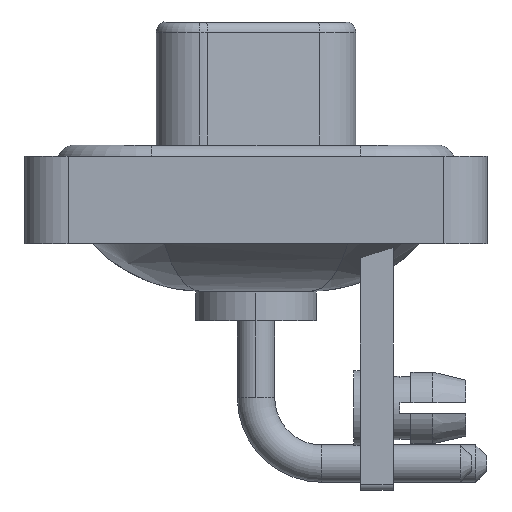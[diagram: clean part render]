
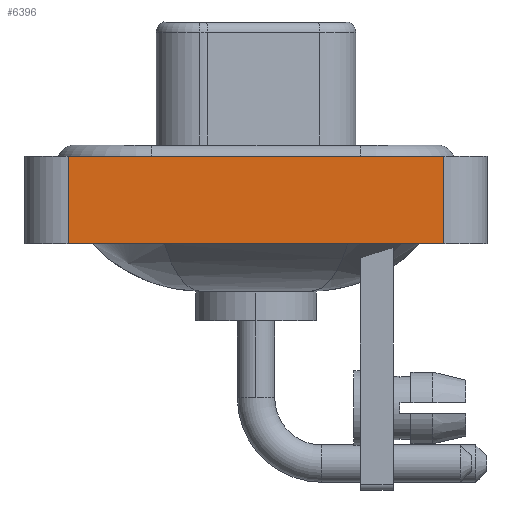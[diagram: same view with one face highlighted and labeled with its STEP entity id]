
A CAD part, left-side view. The second image highlights one B-rep face of the part: STEP entity #6396.
In plain terms, the highlighted planar face has unit normal (-1, 0, 0).
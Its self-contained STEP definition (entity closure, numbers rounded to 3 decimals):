
#502 = CARTESIAN_POINT ( 'NONE',  ( -7.3, 8.55, -3.6 ) ) ;
#1058 = LINE ( 'NONE', #15966, #10234 ) ;
#1548 = DIRECTION ( 'NONE',  ( 0., 0., 1. ) ) ;
#1622 = ORIENTED_EDGE ( 'NONE', *, *, #5529, .T. ) ;
#1723 = CARTESIAN_POINT ( 'NONE',  ( -7.3, -8.55, -3.6 ) ) ;
#3568 = DIRECTION ( 'NONE',  ( 0., 0., 1. ) ) ;
#4494 = DIRECTION ( 'NONE',  ( 0., -1., 0. ) ) ;
#5036 = CARTESIAN_POINT ( 'NONE',  ( -7.3, -8.55, 0.4 ) ) ;
#5529 = EDGE_CURVE ( 'NONE', #15715, #16539, #18204, .T. ) ;
#5560 = CARTESIAN_POINT ( 'NONE',  ( -7.3, -8.55, 0.4 ) ) ;
#6257 = VECTOR ( 'NONE', #12438, 1000. ) ;
#6396 = ADVANCED_FACE ( 'NONE', ( #8609 ), #10369, .T. ) ;
#6452 = CARTESIAN_POINT ( 'NONE',  ( -7.3, -8.55, -3.6 ) ) ;
#7291 = ORIENTED_EDGE ( 'NONE', *, *, #11925, .T. ) ;
#8609 = FACE_OUTER_BOUND ( 'NONE', #11571, .T. ) ;
#10234 = VECTOR ( 'NONE', #19240, 1000. ) ;
#10369 = PLANE ( 'NONE',  #10573 ) ;
#10573 = AXIS2_PLACEMENT_3D ( 'NONE', #12102, #18654, #3568 ) ;
#10638 = VECTOR ( 'NONE', #4494, 1000. ) ;
#11205 = ORIENTED_EDGE ( 'NONE', *, *, #15285, .F. ) ;
#11571 = EDGE_LOOP ( 'NONE', ( #1622, #11205, #14326, #7291 ) ) ;
#11925 = EDGE_CURVE ( 'NONE', #12188, #15715, #13014, .T. ) ;
#12102 = CARTESIAN_POINT ( 'NONE',  ( -7.3, -8.55, -3.6 ) ) ;
#12188 = VERTEX_POINT ( 'NONE', #502 ) ;
#12438 = DIRECTION ( 'NONE',  ( 0., -1., 0. ) ) ;
#13014 = LINE ( 'NONE', #6452, #10638 ) ;
#14326 = ORIENTED_EDGE ( 'NONE', *, *, #20730, .F. ) ;
#14381 = VECTOR ( 'NONE', #1548, 1000. ) ;
#15285 = EDGE_CURVE ( 'NONE', #17968, #16539, #20537, .T. ) ;
#15715 = VERTEX_POINT ( 'NONE', #1723 ) ;
#15966 = CARTESIAN_POINT ( 'NONE',  ( -7.3, 8.55, -3.6 ) ) ;
#16539 = VERTEX_POINT ( 'NONE', #5036 ) ;
#16559 = CARTESIAN_POINT ( 'NONE',  ( -7.3, -8.55, -3.6 ) ) ;
#17968 = VERTEX_POINT ( 'NONE', #21594 ) ;
#18204 = LINE ( 'NONE', #16559, #14381 ) ;
#18654 = DIRECTION ( 'NONE',  ( -1., 0., 0. ) ) ;
#19240 = DIRECTION ( 'NONE',  ( 0., 0., 1. ) ) ;
#20537 = LINE ( 'NONE', #5560, #6257 ) ;
#20730 = EDGE_CURVE ( 'NONE', #12188, #17968, #1058, .T. ) ;
#21594 = CARTESIAN_POINT ( 'NONE',  ( -7.3, 8.55, 0.4 ) ) ;
